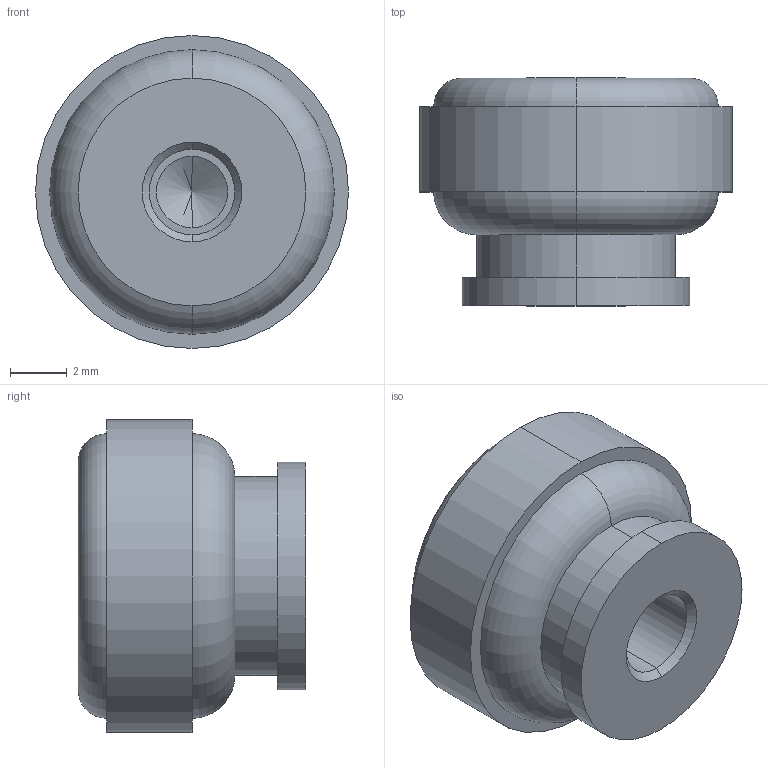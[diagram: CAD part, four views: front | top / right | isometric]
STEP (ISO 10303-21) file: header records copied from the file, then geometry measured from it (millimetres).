
FILE_DESCRIPTION (( 'STEP AP203' ), '1' );
FILE_NAME ('A-1040-12.STEP', '2022-03-04T00:08:43', ( '' ), ( '' ), 'SwSTEP 2.0', 'SolidWorks 2021', '' );
FILE_SCHEMA (( 'CONFIG_CONTROL_DESIGN' ));
Length unit declared in the file: millimetre
Products named in the file (1): A-1040-12
Bounding box: 11 x 8 x 11 mm (x, y, z)
Volume: 534.2 mm3; surface area: 463.8 mm2
Topology: 1 solids, 1 shells, 24 faces, 48 edges, 29 vertices
Faces by surface type: cylinder 10, plane 6, cone 4, torus 4
Entity records: 699 total; most frequent: DIRECTION 128, CARTESIAN_POINT 100, ORIENTED_EDGE 92, AXIS2_PLACEMENT_3D 57, EDGE_CURVE 46, CIRCLE 32, EDGE_LOOP 29, VERTEX_POINT 29
